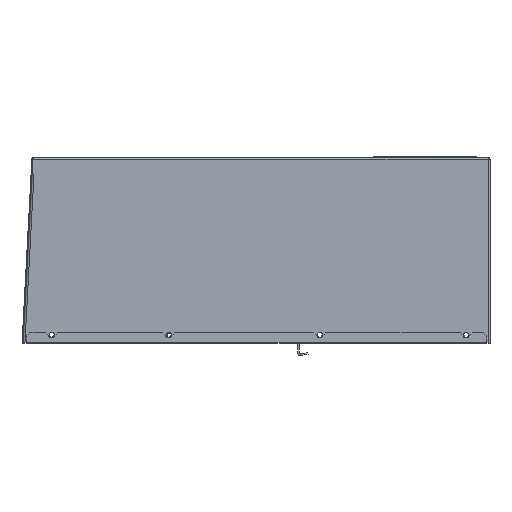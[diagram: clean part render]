
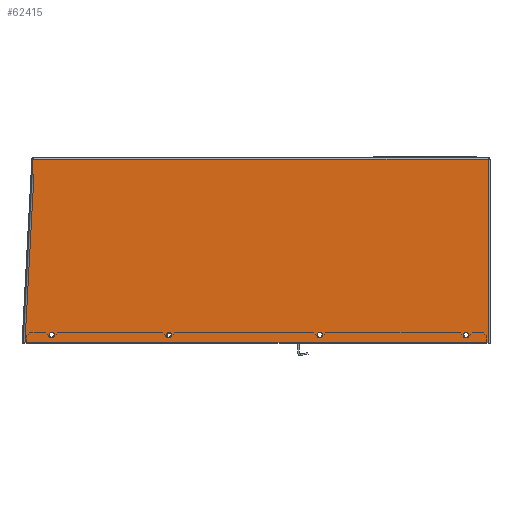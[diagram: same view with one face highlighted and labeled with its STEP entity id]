
A CAD part, left-side view. The second image highlights one B-rep face of the part: STEP entity #62415.
In plain terms, the highlighted planar face has unit normal (-1, 0, 0).
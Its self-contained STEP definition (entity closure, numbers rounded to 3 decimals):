
#50516=DIRECTION('',(0.,1.,0.));
#50517=VECTOR('',#50516,467.558);
#50518=CARTESIAN_POINT('',(-125.,1.,188.));
#50519=LINE('',#50518,#50517);
#50601=DIRECTION('',(0.,-0.999,-0.053));
#50602=VECTOR('',#50601,2.);
#50603=CARTESIAN_POINT('',(-125.,469.359,173.021));
#50604=LINE('',#50603,#50602);
#50609=DIRECTION('',(0.,-0.053,0.999));
#50610=VECTOR('',#50609,174.163);
#50611=CARTESIAN_POINT('',(-125.,476.663,-1.));
#50612=LINE('',#50611,#50610);
#50613=DIRECTION('',(0.,-0.053,0.999));
#50614=VECTOR('',#50613,15.);
#50615=CARTESIAN_POINT('',(-125.,469.359,173.021));
#50616=LINE('',#50615,#50614);
#50617=DIRECTION('',(0.,0.,1.));
#50618=VECTOR('',#50617,1.);
#50619=CARTESIAN_POINT('',(-125.,3.,-1.));
#50620=LINE('',#50619,#50618);
#50621=CARTESIAN_POINT('',(-125.,449.144,7.97));
#50622=DIRECTION('',(-1.,0.,0.));
#50623=DIRECTION('',(0.,-1.,0.));
#50624=AXIS2_PLACEMENT_3D('',#50621,#50622,#50623);
#50626=CARTESIAN_POINT('',(-125.,449.144,7.97));
#50627=DIRECTION('',(-1.,0.,0.));
#50628=DIRECTION('',(0.,1.,0.));
#50629=AXIS2_PLACEMENT_3D('',#50626,#50627,#50628);
#50631=CARTESIAN_POINT('',(-125.,328.973,7.97));
#50632=DIRECTION('',(-1.,0.,0.));
#50633=DIRECTION('',(0.,-1.,0.));
#50634=AXIS2_PLACEMENT_3D('',#50631,#50632,#50633);
#50636=CARTESIAN_POINT('',(-125.,328.973,7.97));
#50637=DIRECTION('',(-1.,0.,0.));
#50638=DIRECTION('',(0.,1.,0.));
#50639=AXIS2_PLACEMENT_3D('',#50636,#50637,#50638);
#50641=CARTESIAN_POINT('',(-125.,173.751,7.97));
#50642=DIRECTION('',(-1.,0.,0.));
#50643=DIRECTION('',(0.,-1.,0.));
#50644=AXIS2_PLACEMENT_3D('',#50641,#50642,#50643);
#50646=CARTESIAN_POINT('',(-125.,173.751,7.97));
#50647=DIRECTION('',(-1.,0.,0.));
#50648=DIRECTION('',(0.,1.,0.));
#50649=AXIS2_PLACEMENT_3D('',#50646,#50647,#50648);
#50651=CARTESIAN_POINT('',(-125.,23.537,7.97));
#50652=DIRECTION('',(-1.,0.,0.));
#50653=DIRECTION('',(0.,-1.,0.));
#50654=AXIS2_PLACEMENT_3D('',#50651,#50652,#50653);
#50656=CARTESIAN_POINT('',(-125.,23.537,7.97));
#50657=DIRECTION('',(-1.,0.,0.));
#50658=DIRECTION('',(0.,1.,0.));
#50659=AXIS2_PLACEMENT_3D('',#50656,#50657,#50658);
#50665=DIRECTION('',(0.,-1.,0.));
#50666=VECTOR('',#50665,471.663);
#50667=CARTESIAN_POINT('',(-125.,474.663,0.));
#50668=LINE('',#50667,#50666);
#50695=DIRECTION('',(0.,-1.,0.));
#50696=VECTOR('',#50695,2.);
#50697=CARTESIAN_POINT('',(-125.,3.,-1.));
#50698=LINE('',#50697,#50696);
#50717=DIRECTION('',(0.,0.,1.));
#50718=VECTOR('',#50717,189.);
#50719=CARTESIAN_POINT('',(-125.,1.,-1.));
#50720=LINE('',#50719,#50718);
#51057=DIRECTION('',(0.,0.,1.));
#51058=VECTOR('',#51057,1.);
#51059=CARTESIAN_POINT('',(-125.,474.663,-1.));
#51060=LINE('',#51059,#51058);
#51065=DIRECTION('',(0.,-1.,0.));
#51066=VECTOR('',#51065,2.);
#51067=CARTESIAN_POINT('',(-125.,476.663,-1.));
#51068=LINE('',#51067,#51066);
#57007=CARTESIAN_POINT('',(-125.,1.,188.));
#57008=VERTEX_POINT('',#57007);
#57009=CARTESIAN_POINT('',(-125.,468.558,188.));
#57010=VERTEX_POINT('',#57009);
#57039=CARTESIAN_POINT('',(-125.,469.359,173.021));
#57041=VERTEX_POINT('',#57039);
#57042=CARTESIAN_POINT('',(-125.,467.362,172.915));
#57043=VERTEX_POINT('',#57042);
#57046=CARTESIAN_POINT('',(-125.,474.663,0.));
#57047=CARTESIAN_POINT('',(-125.,3.,0.));
#57048=VERTEX_POINT('',#57046);
#57049=VERTEX_POINT('',#57047);
#57050=CARTESIAN_POINT('',(-125.,474.663,-1.));
#57051=VERTEX_POINT('',#57050);
#57052=CARTESIAN_POINT('',(-125.,476.663,-1.));
#57053=VERTEX_POINT('',#57052);
#57054=CARTESIAN_POINT('',(-125.,1.,-1.));
#57055=VERTEX_POINT('',#57054);
#57056=CARTESIAN_POINT('',(-125.,3.,-1.));
#57057=VERTEX_POINT('',#57056);
#57058=CARTESIAN_POINT('',(-125.,446.644,7.97));
#57059=CARTESIAN_POINT('',(-125.,451.644,7.97));
#57060=VERTEX_POINT('',#57058);
#57061=VERTEX_POINT('',#57059);
#57062=CARTESIAN_POINT('',(-125.,326.473,7.97));
#57063=CARTESIAN_POINT('',(-125.,331.473,7.97));
#57064=VERTEX_POINT('',#57062);
#57065=VERTEX_POINT('',#57063);
#57066=CARTESIAN_POINT('',(-125.,171.251,7.97));
#57067=CARTESIAN_POINT('',(-125.,176.251,7.97));
#57068=VERTEX_POINT('',#57066);
#57069=VERTEX_POINT('',#57067);
#57070=CARTESIAN_POINT('',(-125.,21.037,7.97));
#57071=CARTESIAN_POINT('',(-125.,26.037,7.97));
#57072=VERTEX_POINT('',#57070);
#57073=VERTEX_POINT('',#57071);
#62367=CARTESIAN_POINT('',(-125.,0.,0.));
#62368=DIRECTION('',(1.,0.,0.));
#62369=DIRECTION('',(0.,1.,0.));
#62370=AXIS2_PLACEMENT_3D('',#62367,#62368,#62369);
#62371=PLANE('',#62370);
#62373=ORIENTED_EDGE('',*,*,#62372,.F.);
#62375=ORIENTED_EDGE('',*,*,#62374,.F.);
#62377=ORIENTED_EDGE('',*,*,#62376,.F.);
#62379=ORIENTED_EDGE('',*,*,#62378,.T.);
#62380=ORIENTED_EDGE('',*,*,#62357,.F.);
#62381=ORIENTED_EDGE('',*,*,#62347,.T.);
#62382=ORIENTED_EDGE('',*,*,#62240,.F.);
#62384=ORIENTED_EDGE('',*,*,#62383,.F.);
#62386=ORIENTED_EDGE('',*,*,#62385,.F.);
#62388=ORIENTED_EDGE('',*,*,#62387,.T.);
#62389=EDGE_LOOP('',(#62373,#62375,#62377,#62379,#62380,#62381,#62382,#62384,
#62386,#62388));
#62390=FACE_OUTER_BOUND('',#62389,.F.);
#62392=ORIENTED_EDGE('',*,*,#62391,.T.);
#62394=ORIENTED_EDGE('',*,*,#62393,.T.);
#62395=EDGE_LOOP('',(#62392,#62394));
#62396=FACE_BOUND('',#62395,.F.);
#62398=ORIENTED_EDGE('',*,*,#62397,.T.);
#62400=ORIENTED_EDGE('',*,*,#62399,.T.);
#62401=EDGE_LOOP('',(#62398,#62400));
#62402=FACE_BOUND('',#62401,.F.);
#62404=ORIENTED_EDGE('',*,*,#62403,.T.);
#62406=ORIENTED_EDGE('',*,*,#62405,.T.);
#62407=EDGE_LOOP('',(#62404,#62406));
#62408=FACE_BOUND('',#62407,.F.);
#62410=ORIENTED_EDGE('',*,*,#62409,.T.);
#62412=ORIENTED_EDGE('',*,*,#62411,.T.);
#62413=EDGE_LOOP('',(#62410,#62412));
#62414=FACE_BOUND('',#62413,.F.);
#62415=ADVANCED_FACE('',(#62390,#62396,#62402,#62408,#62414),#62371,.F.);
#50625=CIRCLE('',#50624,2.5);
#50630=CIRCLE('',#50629,2.5);
#50635=CIRCLE('',#50634,2.5);
#50640=CIRCLE('',#50639,2.5);
#50645=CIRCLE('',#50644,2.5);
#50650=CIRCLE('',#50649,2.5);
#50655=CIRCLE('',#50654,2.5);
#50660=CIRCLE('',#50659,2.5);
#62240=EDGE_CURVE('',#57008,#57010,#50519,.T.);
#62347=EDGE_CURVE('',#57041,#57010,#50616,.T.);
#62357=EDGE_CURVE('',#57041,#57043,#50604,.T.);
#62372=EDGE_CURVE('',#57048,#57049,#50668,.T.);
#62374=EDGE_CURVE('',#57051,#57048,#51060,.T.);
#62376=EDGE_CURVE('',#57053,#57051,#51068,.T.);
#62378=EDGE_CURVE('',#57053,#57043,#50612,.T.);
#62383=EDGE_CURVE('',#57055,#57008,#50720,.T.);
#62385=EDGE_CURVE('',#57057,#57055,#50698,.T.);
#62387=EDGE_CURVE('',#57057,#57049,#50620,.T.);
#62391=EDGE_CURVE('',#57060,#57061,#50625,.T.);
#62393=EDGE_CURVE('',#57061,#57060,#50630,.T.);
#62397=EDGE_CURVE('',#57064,#57065,#50635,.T.);
#62399=EDGE_CURVE('',#57065,#57064,#50640,.T.);
#62403=EDGE_CURVE('',#57068,#57069,#50645,.T.);
#62405=EDGE_CURVE('',#57069,#57068,#50650,.T.);
#62409=EDGE_CURVE('',#57072,#57073,#50655,.T.);
#62411=EDGE_CURVE('',#57073,#57072,#50660,.T.);
